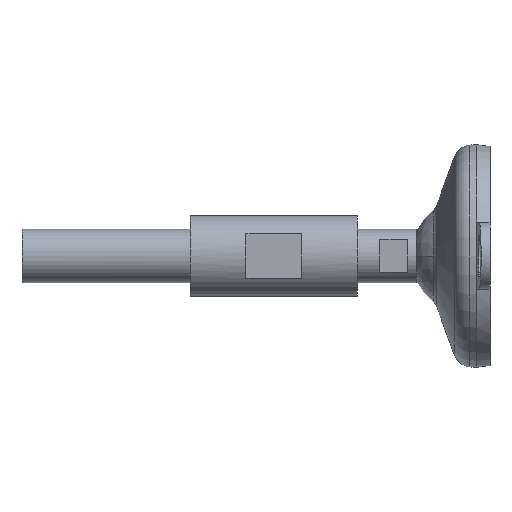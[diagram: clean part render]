
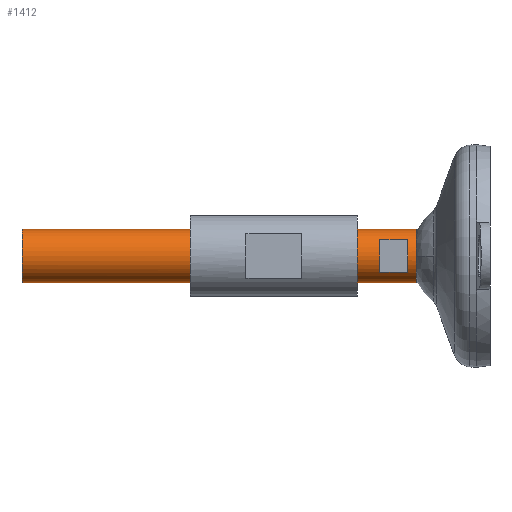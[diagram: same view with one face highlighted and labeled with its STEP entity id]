
A CAD part, left-side view. The second image highlights one B-rep face of the part: STEP entity #1412.
In plain terms, the highlighted cylindrical face has radius 12 mm (diameter 24 mm), a partial arc.
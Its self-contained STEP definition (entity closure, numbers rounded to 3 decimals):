
#14 = EDGE_CURVE ( 'NONE', #1300, #597, #1083, .T. ) ;
#48 = CARTESIAN_POINT ( 'NONE',  ( 0., 0., 0. ) ) ;
#74 = DIRECTION ( 'NONE',  ( 0., -1., 0. ) ) ;
#80 = ORIENTED_EDGE ( 'NONE', *, *, #668, .T. ) ;
#82 = CARTESIAN_POINT ( 'NONE',  ( -9.5, 0., -7.331 ) ) ;
#90 = CARTESIAN_POINT ( 'NONE',  ( 0., 0., -12. ) ) ;
#127 = CARTESIAN_POINT ( 'NONE',  ( -9.5, 0., 7.331 ) ) ;
#132 = DIRECTION ( 'NONE',  ( 0., -1., 0. ) ) ;
#162 = VECTOR ( 'NONE', #872, 1000. ) ;
#215 = CIRCLE ( 'NONE', #386, 12. ) ;
#231 = EDGE_CURVE ( 'NONE', #645, #331, #215, .T. ) ;
#232 = ORIENTED_EDGE ( 'NONE', *, *, #14, .T. ) ;
#245 = AXIS2_PLACEMENT_3D ( 'NONE', #1236, #839, #823 ) ;
#265 = CARTESIAN_POINT ( 'NONE',  ( 0., 0., 12. ) ) ;
#309 = CARTESIAN_POINT ( 'NONE',  ( 0., 37., 0. ) ) ;
#331 = VERTEX_POINT ( 'NONE', #1243 ) ;
#346 = CARTESIAN_POINT ( 'NONE',  ( 0., 210., 0. ) ) ;
#383 = VERTEX_POINT ( 'NONE', #1164 ) ;
#386 = AXIS2_PLACEMENT_3D ( 'NONE', #309, #1069, #1215 ) ;
#430 = VERTEX_POINT ( 'NONE', #1560 ) ;
#446 = FACE_BOUND ( 'NONE', #1178, .T. ) ;
#473 = FACE_OUTER_BOUND ( 'NONE', #1451, .T. ) ;
#491 = CIRCLE ( 'NONE', #245, 12. ) ;
#513 = EDGE_CURVE ( 'NONE', #741, #383, #1439, .T. ) ;
#552 = CARTESIAN_POINT ( 'NONE',  ( -9.5, 37., 7.331 ) ) ;
#597 = VERTEX_POINT ( 'NONE', #1497 ) ;
#606 = CARTESIAN_POINT ( 'NONE',  ( 0., 49.5, 0. ) ) ;
#632 = ORIENTED_EDGE ( 'NONE', *, *, #513, .F. ) ;
#645 = VERTEX_POINT ( 'NONE', #552 ) ;
#668 = EDGE_CURVE ( 'NONE', #682, #430, #1140, .T. ) ;
#682 = VERTEX_POINT ( 'NONE', #1659 ) ;
#720 = CYLINDRICAL_SURFACE ( 'NONE', #1113, 12. ) ;
#721 = EDGE_CURVE ( 'NONE', #331, #1300, #1517, .T. ) ;
#724 = DIRECTION ( 'NONE',  ( 0., 1., 0. ) ) ;
#726 = CARTESIAN_POINT ( 'NONE',  ( 0., 210., 12. ) ) ;
#741 = VERTEX_POINT ( 'NONE', #726 ) ;
#766 = DIRECTION ( 'NONE',  ( 0., -1., 0. ) ) ;
#791 = ORIENTED_EDGE ( 'NONE', *, *, #1438, .F. ) ;
#814 = DIRECTION ( 'NONE',  ( 0., 0., -1. ) ) ;
#823 = DIRECTION ( 'NONE',  ( 0., 0., -1. ) ) ;
#830 = ORIENTED_EDGE ( 'NONE', *, *, #833, .T. ) ;
#833 = EDGE_CURVE ( 'NONE', #597, #645, #910, .T. ) ;
#839 = DIRECTION ( 'NONE',  ( 0., -1., 0. ) ) ;
#872 = DIRECTION ( 'NONE',  ( 0., -1., 0. ) ) ;
#883 = ORIENTED_EDGE ( 'NONE', *, *, #231, .T. ) ;
#910 = LINE ( 'NONE', #127, #1634 ) ;
#943 = CARTESIAN_POINT ( 'NONE',  ( -9.5, 49.5, -7.331 ) ) ;
#944 = VECTOR ( 'NONE', #132, 1000. ) ;
#1069 = DIRECTION ( 'NONE',  ( 0., -1., 0. ) ) ;
#1083 = CIRCLE ( 'NONE', #1477, 12. ) ;
#1113 = AXIS2_PLACEMENT_3D ( 'NONE', #48, #74, #814 ) ;
#1131 = DIRECTION ( 'NONE',  ( 0., 0., 1. ) ) ;
#1140 = LINE ( 'NONE', #90, #162 ) ;
#1164 = CARTESIAN_POINT ( 'NONE',  ( 0., 33.078, 12. ) ) ;
#1178 = EDGE_LOOP ( 'NONE', ( #1626, #232, #830, #883 ) ) ;
#1194 = AXIS2_PLACEMENT_3D ( 'NONE', #346, #766, #1525 ) ;
#1215 = DIRECTION ( 'NONE',  ( 0., 0., -1. ) ) ;
#1236 = CARTESIAN_POINT ( 'NONE',  ( 0., 33.078, 0. ) ) ;
#1243 = CARTESIAN_POINT ( 'NONE',  ( -9.5, 37., -7.331 ) ) ;
#1300 = VERTEX_POINT ( 'NONE', #943 ) ;
#1404 = ORIENTED_EDGE ( 'NONE', *, *, #1491, .T. ) ;
#1412 = ADVANCED_FACE ( 'NONE', ( #473, #446 ), #720, .T. ) ;
#1429 = DIRECTION ( 'NONE',  ( 0., -1., 0. ) ) ;
#1438 = EDGE_CURVE ( 'NONE', #383, #430, #491, .T. ) ;
#1439 = LINE ( 'NONE', #265, #944 ) ;
#1451 = EDGE_LOOP ( 'NONE', ( #632, #1404, #80, #791 ) ) ;
#1477 = AXIS2_PLACEMENT_3D ( 'NONE', #606, #724, #1131 ) ;
#1491 = EDGE_CURVE ( 'NONE', #741, #682, #1609, .T. ) ;
#1497 = CARTESIAN_POINT ( 'NONE',  ( -9.5, 49.5, 7.331 ) ) ;
#1517 = LINE ( 'NONE', #82, #1581 ) ;
#1525 = DIRECTION ( 'NONE',  ( 0., 0., -1. ) ) ;
#1560 = CARTESIAN_POINT ( 'NONE',  ( 0., 33.078, -12. ) ) ;
#1581 = VECTOR ( 'NONE', #1643, 1000. ) ;
#1609 = CIRCLE ( 'NONE', #1194, 12. ) ;
#1626 = ORIENTED_EDGE ( 'NONE', *, *, #721, .T. ) ;
#1634 = VECTOR ( 'NONE', #1429, 1000. ) ;
#1643 = DIRECTION ( 'NONE',  ( 0., 1., 0. ) ) ;
#1659 = CARTESIAN_POINT ( 'NONE',  ( 0., 210., -12. ) ) ;
